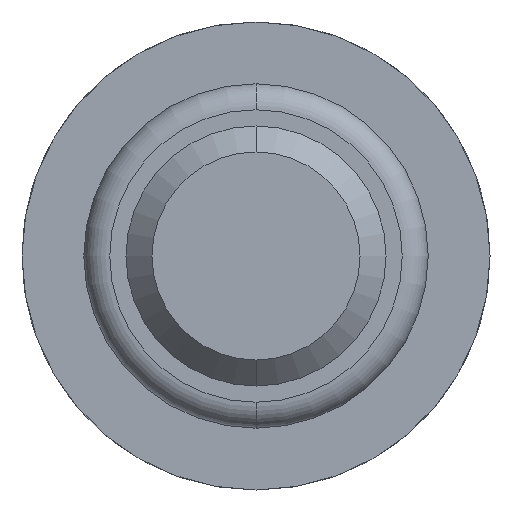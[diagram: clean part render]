
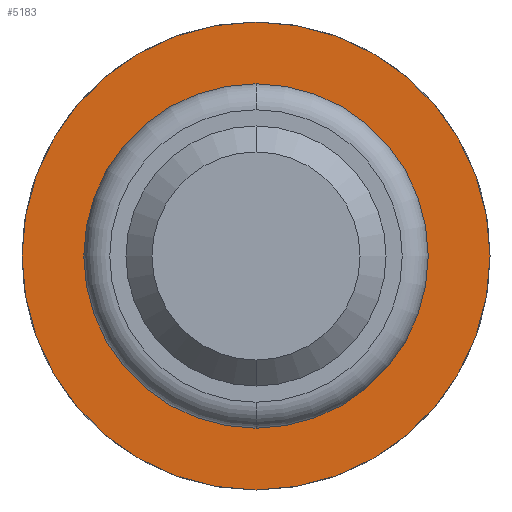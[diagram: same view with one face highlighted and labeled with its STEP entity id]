
A CAD part, front view. The second image highlights one B-rep face of the part: STEP entity #5183.
In plain terms, the highlighted planar face has unit normal (0, -1, 0).
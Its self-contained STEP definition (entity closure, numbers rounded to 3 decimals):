
#163 = CARTESIAN_POINT ( 'NONE',  ( 0., -1.8, 1.325 ) ) ;
#333 = VERTEX_POINT ( 'NONE', #4209 ) ;
#406 = EDGE_LOOP ( 'NONE', ( #2348, #1958 ) ) ;
#412 = EDGE_CURVE ( 'Defeature ausgef�hrt4_12+Defeature ausgef�hrt4_13+Defeature ausgef�hrt4_13+Defeature ausgef�hrt4_13', #333, #1094, #2296, .T. ) ;
#497 = AXIS2_PLACEMENT_3D ( 'NONE', #4597, #591, #2623 ) ;
#591 = DIRECTION ( 'NONE',  ( 0., 1., 0. ) ) ;
#1094 = VERTEX_POINT ( 'NONE', #1117 ) ;
#1113 = CIRCLE ( 'NONE', #497, 1.325 ) ;
#1117 = CARTESIAN_POINT ( 'NONE',  ( 0., -1.8, 1.8 ) ) ;
#1118 = CARTESIAN_POINT ( 'NONE',  ( 1.8, -1.8, 0. ) ) ;
#1396 = DIRECTION ( 'NONE',  ( 0., 0., 1. ) ) ;
#1475 = ORIENTED_EDGE ( 'NONE', *, *, #1824, .T. ) ;
#1569 = CIRCLE ( 'NONE', #2235, 1.325 ) ;
#1759 = CARTESIAN_POINT ( 'NONE',  ( 0., -1.8, 0. ) ) ;
#1824 = EDGE_CURVE ( 'Defeature ausgef�hrt4_13+Defeature ausgef�hrt4_14+Defeature ausgef�hrt4_14+Defeature ausgef�hrt4_14', #5002, #4534, #1569, .T. ) ;
#1847 = CARTESIAN_POINT ( 'NONE',  ( 0., -1.8, 0. ) ) ;
#1895 = DIRECTION ( 'NONE',  ( 0., 1., 0. ) ) ;
#1958 = ORIENTED_EDGE ( 'NONE', *, *, #412, .F. ) ;
#2039 = CARTESIAN_POINT ( 'NONE',  ( 0., -1.8, -1.325 ) ) ;
#2048 = AXIS2_PLACEMENT_3D ( 'NONE', #1118, #3950, #4361 ) ;
#2235 = AXIS2_PLACEMENT_3D ( 'NONE', #2276, #1895, #3127 ) ;
#2276 = CARTESIAN_POINT ( 'NONE',  ( 0., -1.8, 0. ) ) ;
#2296 = CIRCLE ( 'NONE', #4238, 1.8 ) ;
#2348 = ORIENTED_EDGE ( 'NONE', *, *, #4729, .F. ) ;
#2623 = DIRECTION ( 'NONE',  ( 0., 0., 1. ) ) ;
#2652 = EDGE_CURVE ( 'Defeature ausgef�hrt4_13+Defeature ausgef�hrt4_14+Defeature ausgef�hrt4_14+Defeature ausgef�hrt4_14', #4534, #5002, #1113, .T. ) ;
#2673 = EDGE_LOOP ( 'NONE', ( #3699, #1475 ) ) ;
#2735 = PLANE ( 'NONE',  #2048 ) ;
#3002 = DIRECTION ( 'NONE',  ( 0., 0., 1. ) ) ;
#3127 = DIRECTION ( 'NONE',  ( 0., 0., 1. ) ) ;
#3250 = FACE_BOUND ( 'NONE', #2673, .T. ) ;
#3699 = ORIENTED_EDGE ( 'NONE', *, *, #2652, .T. ) ;
#3883 = DIRECTION ( 'NONE',  ( 0., 1., 0. ) ) ;
#3950 = DIRECTION ( 'NONE',  ( 0., 1., 0. ) ) ;
#3957 = FACE_OUTER_BOUND ( 'NONE', #406, .T. ) ;
#4209 = CARTESIAN_POINT ( 'NONE',  ( 0., -1.8, -1.8 ) ) ;
#4238 = AXIS2_PLACEMENT_3D ( 'NONE', #1759, #4976, #3002 ) ;
#4361 = DIRECTION ( 'NONE',  ( 0., 0., 1. ) ) ;
#4411 = AXIS2_PLACEMENT_3D ( 'NONE', #1847, #3883, #1396 ) ;
#4534 = VERTEX_POINT ( 'NONE', #163 ) ;
#4597 = CARTESIAN_POINT ( 'NONE',  ( 0., -1.8, 0. ) ) ;
#4637 = CIRCLE ( 'NONE', #4411, 1.8 ) ;
#4729 = EDGE_CURVE ( 'Defeature ausgef�hrt4_12+Defeature ausgef�hrt4_13+Defeature ausgef�hrt4_13+Defeature ausgef�hrt4_13', #1094, #333, #4637, .T. ) ;
#4976 = DIRECTION ( 'NONE',  ( 0., 1., 0. ) ) ;
#5002 = VERTEX_POINT ( 'NONE', #2039 ) ;
#5183 = ADVANCED_FACE ( 'Defeature ausgef�hrt4_13', ( #3957, #3250 ), #2735, .F. ) ;
